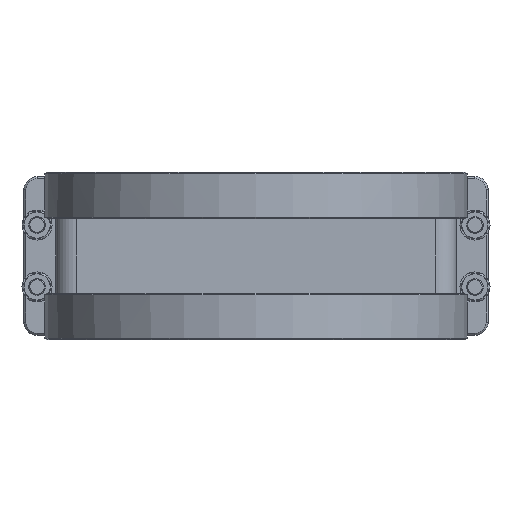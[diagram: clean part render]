
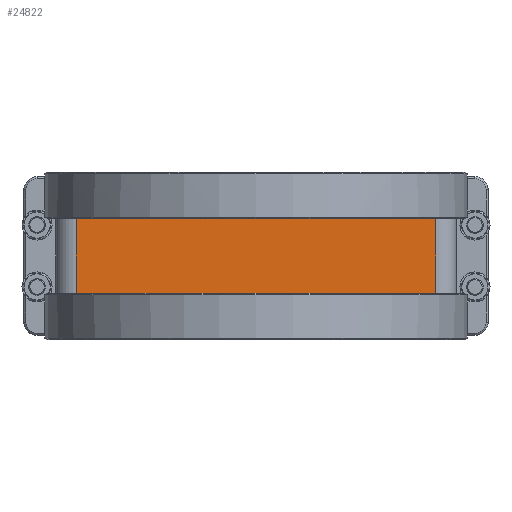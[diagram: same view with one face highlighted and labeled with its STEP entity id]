
A CAD part, front view. The second image highlights one B-rep face of the part: STEP entity #24822.
In plain terms, the highlighted planar face has unit normal (0, -1, 0).
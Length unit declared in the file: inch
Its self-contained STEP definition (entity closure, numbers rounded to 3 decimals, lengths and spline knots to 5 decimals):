
#1476 = DIRECTION ( 'NONE',  ( 0., -1., 0. ) ) ;
#1814 = LINE ( 'NONE', #44619, #14612 ) ;
#2686 = CARTESIAN_POINT ( 'NONE',  ( 3.39, -3.447, -0.7025 ) ) ;
#4281 = EDGE_CURVE ( 'NONE', #22948, #42201, #1814, .T. ) ;
#4532 = CARTESIAN_POINT ( 'NONE',  ( -1.93913, -3.447, 0.7025 ) ) ;
#5453 = LINE ( 'NONE', #35081, #30989 ) ;
#6401 = VECTOR ( 'NONE', #47888, 39.37008 ) ;
#6531 = DIRECTION ( 'NONE',  ( 1., 0., 0. ) ) ;
#7148 = ORIENTED_EDGE ( 'NONE', *, *, #24716, .T. ) ;
#7725 = ORIENTED_EDGE ( 'NONE', *, *, #34573, .T. ) ;
#8139 = VECTOR ( 'NONE', #30079, 39.37008 ) ;
#8256 = VECTOR ( 'NONE', #40758, 39.37008 ) ;
#9578 = VECTOR ( 'NONE', #10604, 39.37008 ) ;
#9642 = LINE ( 'NONE', #10772, #8139 ) ;
#10604 = DIRECTION ( 'NONE',  ( 1., 0., 0. ) ) ;
#10772 = CARTESIAN_POINT ( 'NONE',  ( -3.775, -3.447, -0.7025 ) ) ;
#13019 = DIRECTION ( 'NONE',  ( 1., 0., 0. ) ) ;
#13294 = VECTOR ( 'NONE', #23675, 39.37008 ) ;
#14612 = VECTOR ( 'NONE', #30192, 39.37008 ) ;
#14960 = LINE ( 'NONE', #47829, #51701 ) ;
#15075 = VERTEX_POINT ( 'NONE', #31991 ) ;
#15739 = CARTESIAN_POINT ( 'NONE',  ( -0.44286, -3.447, 0.7025 ) ) ;
#16171 = CARTESIAN_POINT ( 'NONE',  ( 0., -3.447, 0.7025 ) ) ;
#16939 = ORIENTED_EDGE ( 'NONE', *, *, #56462, .T. ) ;
#17100 = ORIENTED_EDGE ( 'NONE', *, *, #32658, .F. ) ;
#17158 = VECTOR ( 'NONE', #54690, 39.37008 ) ;
#17542 = CARTESIAN_POINT ( 'NONE',  ( -3.775, -3.447, -0.7025 ) ) ;
#19242 = CARTESIAN_POINT ( 'NONE',  ( -3.775, -3.447, 0.7025 ) ) ;
#20559 = AXIS2_PLACEMENT_3D ( 'NONE', #54097, #1476, #35034 ) ;
#21593 = CARTESIAN_POINT ( 'NONE',  ( 1.93913, -3.447, -0.7025 ) ) ;
#22249 = CARTESIAN_POINT ( 'NONE',  ( -0.6722, -3.447, -0.7025 ) ) ;
#22467 = EDGE_CURVE ( 'NONE', #44995, #40557, #46542, .T. ) ;
#22804 = EDGE_CURVE ( 'NONE', #40557, #57109, #24830, .T. ) ;
#22948 = VERTEX_POINT ( 'NONE', #21593 ) ;
#23249 = CARTESIAN_POINT ( 'NONE',  ( 0., -3.447, 0.7025 ) ) ;
#23292 = CARTESIAN_POINT ( 'NONE',  ( 3.39, -3.447, 0.72908 ) ) ;
#23376 = EDGE_CURVE ( 'NONE', #33103, #57109, #44992, .T. ) ;
#23675 = DIRECTION ( 'NONE',  ( 1., 0., 0. ) ) ;
#24716 = EDGE_CURVE ( 'NONE', #55882, #15075, #14960, .T. ) ;
#24822 = ADVANCED_FACE ( 'NONE', ( #38926 ), #58948, .T. ) ;
#24830 = LINE ( 'NONE', #29170, #36039 ) ;
#24866 = VECTOR ( 'NONE', #51034, 39.37008 ) ;
#25191 = CARTESIAN_POINT ( 'NONE',  ( 0.6722, -3.447, 0.7025 ) ) ;
#25520 = DIRECTION ( 'NONE',  ( 1., 0., 0. ) ) ;
#25528 = EDGE_CURVE ( 'NONE', #56768, #55882, #9642, .T. ) ;
#26039 = LINE ( 'NONE', #23249, #13294 ) ;
#26312 = VERTEX_POINT ( 'NONE', #33865 ) ;
#26983 = VERTEX_POINT ( 'NONE', #42770 ) ;
#27387 = EDGE_CURVE ( 'NONE', #52241, #26983, #26039, .T. ) ;
#29170 = CARTESIAN_POINT ( 'NONE',  ( 0., -3.447, 0.7025 ) ) ;
#29660 = DIRECTION ( 'NONE',  ( 1., 0., 0. ) ) ;
#30079 = DIRECTION ( 'NONE',  ( 1., 0., 0. ) ) ;
#30188 = ORIENTED_EDGE ( 'NONE', *, *, #53453, .F. ) ;
#30192 = DIRECTION ( 'NONE',  ( 1., 0., 0. ) ) ;
#30989 = VECTOR ( 'NONE', #6531, 39.37008 ) ;
#31615 = ORIENTED_EDGE ( 'NONE', *, *, #55911, .T. ) ;
#31991 = CARTESIAN_POINT ( 'NONE',  ( -0.44286, -3.447, -0.7025 ) ) ;
#32658 = EDGE_CURVE ( 'NONE', #33060, #52241, #5453, .T. ) ;
#32848 = VECTOR ( 'NONE', #25520, 39.37008 ) ;
#33060 = VERTEX_POINT ( 'NONE', #25191 ) ;
#33103 = VERTEX_POINT ( 'NONE', #15739 ) ;
#33823 = CARTESIAN_POINT ( 'NONE',  ( 0.44286, -3.447, -0.7025 ) ) ;
#33865 = CARTESIAN_POINT ( 'NONE',  ( -3.39, -3.447, -0.7025 ) ) ;
#33949 = DIRECTION ( 'NONE',  ( 1., 0., 0. ) ) ;
#34214 = LINE ( 'NONE', #41712, #58226 ) ;
#34235 = CARTESIAN_POINT ( 'NONE',  ( 0., -3.447, 0.7025 ) ) ;
#34573 = EDGE_CURVE ( 'NONE', #56259, #22948, #39070, .T. ) ;
#35034 = DIRECTION ( 'NONE',  ( 0., 0., -1. ) ) ;
#35081 = CARTESIAN_POINT ( 'NONE',  ( 0., -3.447, 0.7025 ) ) ;
#36039 = VECTOR ( 'NONE', #33949, 39.37008 ) ;
#36410 = ORIENTED_EDGE ( 'NONE', *, *, #57220, .F. ) ;
#38304 = EDGE_CURVE ( 'NONE', #26312, #56768, #58369, .T. ) ;
#38926 = FACE_OUTER_BOUND ( 'NONE', #51139, .T. ) ;
#39070 = LINE ( 'NONE', #17542, #24866 ) ;
#40557 = VERTEX_POINT ( 'NONE', #4532 ) ;
#40580 = ORIENTED_EDGE ( 'NONE', *, *, #38304, .T. ) ;
#40758 = DIRECTION ( 'NONE',  ( -1., 0., 0. ) ) ;
#41007 = CARTESIAN_POINT ( 'NONE',  ( 0.6722, -3.447, -0.7025 ) ) ;
#41097 = DIRECTION ( 'NONE',  ( 1., 0., 0. ) ) ;
#41712 = CARTESIAN_POINT ( 'NONE',  ( -3.775, -3.447, -0.7025 ) ) ;
#42201 = VERTEX_POINT ( 'NONE', #2686 ) ;
#42770 = CARTESIAN_POINT ( 'NONE',  ( 3.39, -3.447, 0.7025 ) ) ;
#42941 = CARTESIAN_POINT ( 'NONE',  ( 1.93913, -3.447, 0.7025 ) ) ;
#44158 = CARTESIAN_POINT ( 'NONE',  ( -3.775, -3.447, -0.7025 ) ) ;
#44462 = ORIENTED_EDGE ( 'NONE', *, *, #22804, .F. ) ;
#44619 = CARTESIAN_POINT ( 'NONE',  ( 0., -3.447, -0.7025 ) ) ;
#44665 = LINE ( 'NONE', #19242, #6401 ) ;
#44813 = LINE ( 'NONE', #44158, #9578 ) ;
#44992 = LINE ( 'NONE', #45557, #8256 ) ;
#44995 = VERTEX_POINT ( 'NONE', #55522 ) ;
#45291 = EDGE_CURVE ( 'NONE', #51425, #56259, #44813, .T. ) ;
#45330 = CARTESIAN_POINT ( 'NONE',  ( -1.93913, -3.447, -0.7025 ) ) ;
#45557 = CARTESIAN_POINT ( 'NONE',  ( -3.775, -3.447, 0.7025 ) ) ;
#45992 = ORIENTED_EDGE ( 'NONE', *, *, #25528, .T. ) ;
#46542 = LINE ( 'NONE', #34235, #59350 ) ;
#46607 = VERTEX_POINT ( 'NONE', #51950 ) ;
#47612 = LINE ( 'NONE', #16171, #58901 ) ;
#47829 = CARTESIAN_POINT ( 'NONE',  ( -3.775, -3.447, -0.7025 ) ) ;
#47888 = DIRECTION ( 'NONE',  ( -1., 0., 0. ) ) ;
#49875 = CARTESIAN_POINT ( 'NONE',  ( -3.39, -3.447, 0.72908 ) ) ;
#51034 = DIRECTION ( 'NONE',  ( 1., 0., 0. ) ) ;
#51139 = EDGE_LOOP ( 'NONE', ( #45992, #7148, #31615, #57129, #7725, #54304, #56059, #61935, #17100, #16939, #36410, #62315, #44462, #56506, #30188, #40580 ) ) ;
#51425 = VERTEX_POINT ( 'NONE', #33823 ) ;
#51701 = VECTOR ( 'NONE', #53275, 39.37008 ) ;
#51950 = CARTESIAN_POINT ( 'NONE',  ( 0.44286, -3.447, 0.7025 ) ) ;
#52241 = VERTEX_POINT ( 'NONE', #42941 ) ;
#53275 = DIRECTION ( 'NONE',  ( 1., 0., 0. ) ) ;
#53453 = EDGE_CURVE ( 'NONE', #26312, #44995, #58408, .T. ) ;
#54097 = CARTESIAN_POINT ( 'NONE',  ( -3.775, -3.447, -0.7025 ) ) ;
#54304 = ORIENTED_EDGE ( 'NONE', *, *, #4281, .T. ) ;
#54690 = DIRECTION ( 'NONE',  ( 0., 0., 1. ) ) ;
#55522 = CARTESIAN_POINT ( 'NONE',  ( -3.39, -3.447, 0.7025 ) ) ;
#55882 = VERTEX_POINT ( 'NONE', #22249 ) ;
#55911 = EDGE_CURVE ( 'NONE', #15075, #51425, #34214, .T. ) ;
#56059 = ORIENTED_EDGE ( 'NONE', *, *, #57724, .F. ) ;
#56259 = VERTEX_POINT ( 'NONE', #41007 ) ;
#56462 = EDGE_CURVE ( 'NONE', #33060, #46607, #44665, .T. ) ;
#56506 = ORIENTED_EDGE ( 'NONE', *, *, #22467, .F. ) ;
#56768 = VERTEX_POINT ( 'NONE', #45330 ) ;
#57109 = VERTEX_POINT ( 'NONE', #58111 ) ;
#57129 = ORIENTED_EDGE ( 'NONE', *, *, #45291, .T. ) ;
#57220 = EDGE_CURVE ( 'NONE', #33103, #46607, #47612, .T. ) ;
#57724 = EDGE_CURVE ( 'NONE', #26983, #42201, #59622, .T. ) ;
#58111 = CARTESIAN_POINT ( 'NONE',  ( -0.6722, -3.447, 0.7025 ) ) ;
#58112 = VECTOR ( 'NONE', #61669, 39.37008 ) ;
#58226 = VECTOR ( 'NONE', #13019, 39.37008 ) ;
#58369 = LINE ( 'NONE', #58862, #32848 ) ;
#58408 = LINE ( 'NONE', #49875, #17158 ) ;
#58862 = CARTESIAN_POINT ( 'NONE',  ( 0., -3.447, -0.7025 ) ) ;
#58901 = VECTOR ( 'NONE', #41097, 39.37008 ) ;
#58948 = PLANE ( 'NONE',  #20559 ) ;
#59350 = VECTOR ( 'NONE', #29660, 39.37008 ) ;
#59622 = LINE ( 'NONE', #23292, #58112 ) ;
#61669 = DIRECTION ( 'NONE',  ( 0., 0., -1. ) ) ;
#61935 = ORIENTED_EDGE ( 'NONE', *, *, #27387, .F. ) ;
#62315 = ORIENTED_EDGE ( 'NONE', *, *, #23376, .T. ) ;
